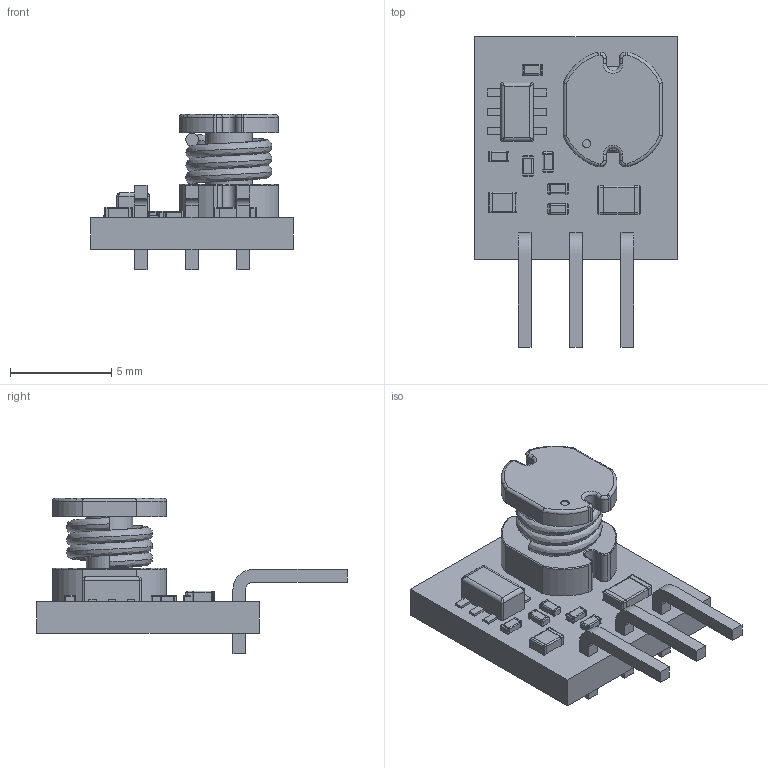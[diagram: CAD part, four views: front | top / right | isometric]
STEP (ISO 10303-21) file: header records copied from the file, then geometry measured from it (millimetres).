
FILE_DESCRIPTION(/* description */ ('Unknown'),/* implementation_level */ '2;1');
FILE_NAME(/* name */ 'TPSM84203EAB',/* time_stamp */ '2023-09-22T15:58:09+02:00',/* author */ ('Unknown'),/* organization */ ('Unknown'),/* preprocessor_version */ 'ST-DEVELOPER v18.102',/* originating_system */ 'Solid Edge',/* authorisation */ 'Unknown');
FILE_SCHEMA (('AUTOMOTIVE_DESIGN {1 0 10303 214 3 1 1}'));
Length unit declared in the file: millimetre
Products named in the file (1): TPSM84203EAB
Bounding box: 10 x 15.35 x 7.67 mm (x, y, z)
Volume: 270.7 mm3; surface area: 532.5 mm2
Topology: 1 solids, 1 shells, 409 faces, 1063 edges, 646 vertices
Faces by surface type: plane 195, cylinder 146, torus 28, sphere 24, bspline 16
Full cylindrical faces by diameter (mm): 0.411 x1, 2.292 x1
Entity records: 16463 total; most frequent: CARTESIAN_POINT 3601, DIRECTION 2125, ORIENTED_EDGE 2066, EDGE_CURVE 1033, AXIS2_PLACEMENT_3D 723, LINE 679, VECTOR 679, VERTEX_POINT 646
